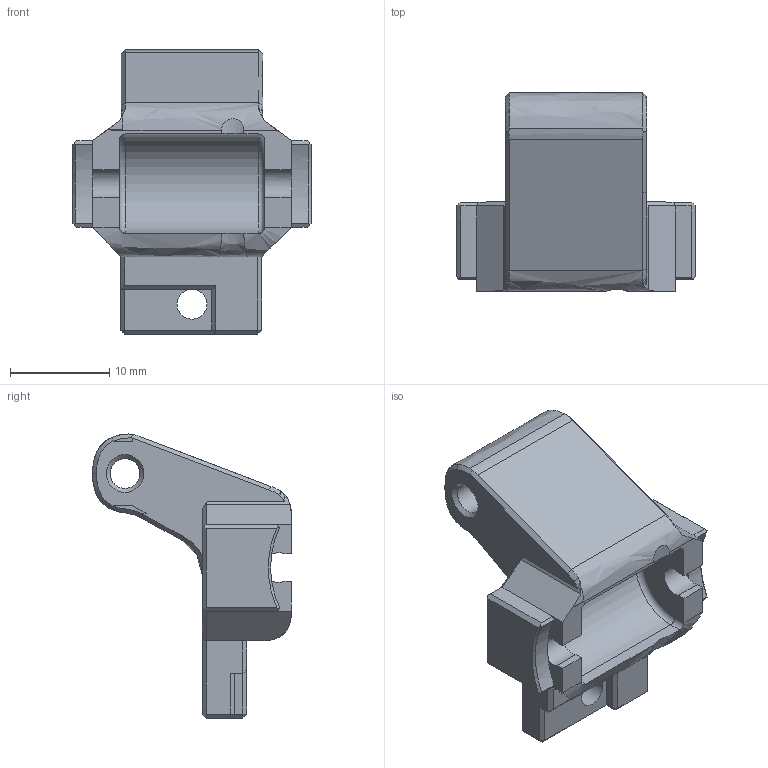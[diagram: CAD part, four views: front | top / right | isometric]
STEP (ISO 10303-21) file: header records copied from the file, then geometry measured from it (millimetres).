
FILE_DESCRIPTION(/* description */ ('STEP AP242','CAx-IF Rec.Pracs.---Representation and Presentation of Product Manufacturing Information (PMI)---4.0---2014-10-13','CAx-IF Rec.Pracs.---3D Tessellated Geometry---0.4---2014-09-14','2;1'),/* implementation_level */ '2;1');
FILE_NAME(/* name */ '62d712149e8b514d84b16f7d',/* time_stamp */ '2022-07-19T20:20:37+00:00',/* author */ (''),/* organization */ (''),/* preprocessor_version */ 'ST-DEVELOPER v18.102',/* originating_system */ ' ',/* authorisation */ ' ');
FILE_SCHEMA (('AP242_MANAGED_MODEL_BASED_3D_ENGINEERING_MIM_LF { 1 0 10303 442 1 1 4 }'));
Length unit declared in the file: metre
Products named in the file (1): Guidler
Bounding box: 24 x 20.02 x 28.61 mm (x, y, z)
Volume: 3658.5 mm3; surface area: 2333.6 mm2
Topology: 1 solids, 1 shells, 142 faces, 376 edges, 234 vertices
Faces by surface type: plane 90, bspline 30, cylinder 12, cone 8, torus 2
Full cylindrical faces by diameter (mm): 3 x2
Entity records: 4681 total; most frequent: CARTESIAN_POINT 1499, ORIENTED_EDGE 738, DIRECTION 518, EDGE_CURVE 369, VERTEX_POINT 231, LINE 200, VECTOR 200, AXIS2_PLACEMENT_3D 159
